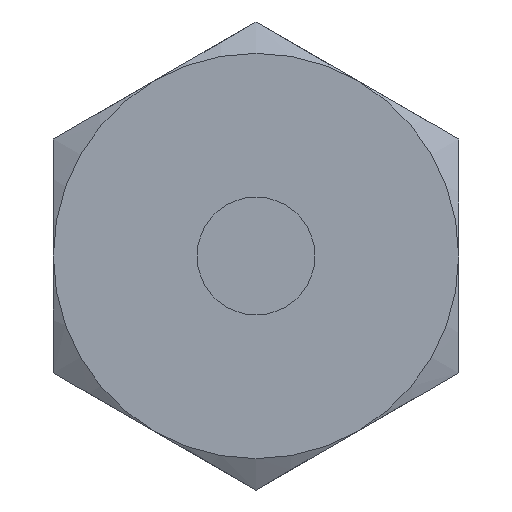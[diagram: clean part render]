
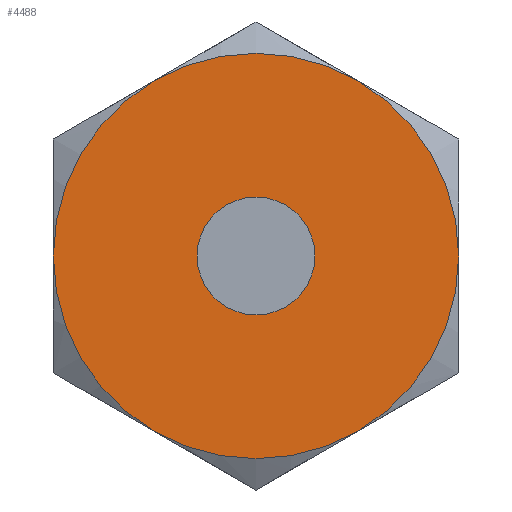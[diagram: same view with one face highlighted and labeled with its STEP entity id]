
A CAD part, left-side view. The second image highlights one B-rep face of the part: STEP entity #4488.
In plain terms, the highlighted planar face has unit normal (-1, 0, 0).
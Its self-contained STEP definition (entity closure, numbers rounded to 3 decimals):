
#17=CARTESIAN_POINT('',(6.3,5.5,0.));
#90=CARTESIAN_POINT('',(6.3,-2.75,-4.763));
#144=CARTESIAN_POINT('',(6.3,-2.75,4.763));
#159=CARTESIAN_POINT('',(6.3,-5.5,0.));
#165=CARTESIAN_POINT('',(6.3,2.75,4.763));
#182=CARTESIAN_POINT('',(6.3,0.,0.));
#183=DIRECTION('',(1.,0.,0.));
#184=DIRECTION('',(0.,1.,0.));
#185=AXIS2_PLACEMENT_3D('',#182,#183,#184);
#187=CARTESIAN_POINT('',(6.3,0.,0.));
#188=DIRECTION('',(1.,0.,0.));
#189=DIRECTION('',(0.,0.5,0.866));
#190=AXIS2_PLACEMENT_3D('',#187,#188,#189);
#192=CARTESIAN_POINT('',(6.3,0.,0.));
#193=DIRECTION('',(1.,0.,0.));
#194=DIRECTION('',(0.,-0.5,0.866));
#195=AXIS2_PLACEMENT_3D('',#192,#193,#194);
#197=CARTESIAN_POINT('',(6.3,0.,0.));
#198=DIRECTION('',(1.,0.,0.));
#199=DIRECTION('',(0.,-1.,0.));
#200=AXIS2_PLACEMENT_3D('',#197,#198,#199);
#202=CARTESIAN_POINT('',(6.3,0.,0.));
#203=DIRECTION('',(1.,0.,0.));
#204=DIRECTION('',(0.,-0.5,-0.866));
#205=AXIS2_PLACEMENT_3D('',#202,#203,#204);
#207=CARTESIAN_POINT('',(6.3,0.,0.));
#208=DIRECTION('',(1.,0.,0.));
#209=DIRECTION('',(0.,0.5,-0.866));
#210=AXIS2_PLACEMENT_3D('',#207,#208,#209);
#212=CARTESIAN_POINT('',(6.3,0.,0.));
#213=DIRECTION('',(-1.,0.,0.));
#214=DIRECTION('',(0.,1.,0.));
#215=AXIS2_PLACEMENT_3D('',#212,#213,#214);
#217=CARTESIAN_POINT('',(6.3,0.,0.));
#218=DIRECTION('',(-1.,0.,0.));
#219=DIRECTION('',(0.,-1.,0.));
#220=AXIS2_PLACEMENT_3D('',#217,#218,#219);
#222=CARTESIAN_POINT('',(6.3,2.75,-4.763));
#4101=VERTEX_POINT('',#144);
#4102=VERTEX_POINT('',#159);
#4105=VERTEX_POINT('',#165);
#4108=VERTEX_POINT('',#17);
#4111=VERTEX_POINT('',#222);
#4114=VERTEX_POINT('',#90);
#4117=CARTESIAN_POINT('',(6.3,1.6,0.));
#4118=CARTESIAN_POINT('',(6.3,-1.6,0.));
#4119=VERTEX_POINT('',#4117);
#4120=VERTEX_POINT('',#4118);
#4468=CARTESIAN_POINT('',(6.3,0.,0.));
#4469=DIRECTION('',(1.,0.,0.));
#4470=DIRECTION('',(0.,-1.,0.));
#4471=AXIS2_PLACEMENT_3D('',#4468,#4469,#4470);
#4472=PLANE('',#4471);
#4473=ORIENTED_EDGE('',*,*,#4255,.T.);
#4474=ORIENTED_EDGE('',*,*,#4463,.T.);
#4475=ORIENTED_EDGE('',*,*,#4437,.T.);
#4476=ORIENTED_EDGE('',*,*,#4406,.T.);
#4477=ORIENTED_EDGE('',*,*,#4378,.T.);
#4479=ORIENTED_EDGE('',*,*,#4478,.T.);
#4480=EDGE_LOOP('',(#4473,#4474,#4475,#4476,#4477,#4479));
#4481=FACE_OUTER_BOUND('',#4480,.F.);
#4483=ORIENTED_EDGE('',*,*,#4482,.T.);
#4485=ORIENTED_EDGE('',*,*,#4484,.T.);
#4486=EDGE_LOOP('',(#4483,#4485));
#4487=FACE_BOUND('',#4486,.F.);
#186=CIRCLE('',#185,5.5);
#191=CIRCLE('',#190,5.5);
#196=CIRCLE('',#195,5.5);
#201=CIRCLE('',#200,5.5);
#206=CIRCLE('',#205,5.5);
#211=CIRCLE('',#210,5.5);
#216=CIRCLE('',#215,1.6);
#221=CIRCLE('',#220,1.6);
#4255=EDGE_CURVE('',#4108,#4105,#186,.T.);
#4378=EDGE_CURVE('',#4114,#4111,#206,.T.);
#4406=EDGE_CURVE('',#4102,#4114,#201,.T.);
#4437=EDGE_CURVE('',#4101,#4102,#196,.T.);
#4463=EDGE_CURVE('',#4105,#4101,#191,.T.);
#4478=EDGE_CURVE('',#4111,#4108,#211,.T.);
#4482=EDGE_CURVE('',#4119,#4120,#216,.T.);
#4484=EDGE_CURVE('',#4120,#4119,#221,.T.);
#4488=ADVANCED_FACE('',(#4481,#4487),#4472,.F.);
